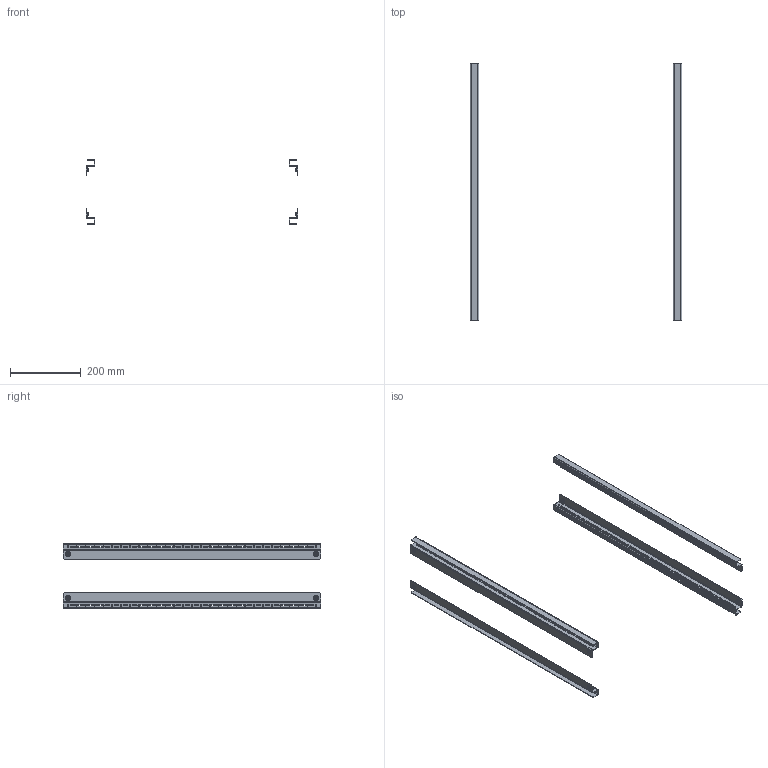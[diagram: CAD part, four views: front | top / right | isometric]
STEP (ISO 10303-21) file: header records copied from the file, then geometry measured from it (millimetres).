
FILE_DESCRIPTION (( 'STEP AP203' ), '1' );
FILE_NAME ('U0543800502 Êîìïëåêò ñòîåê äëÿ âíóòðåííåãî ìîíòàæà UC2_UC2M 80.00 (4øò) (000.801.048-04).STEP', '2022-04-29T05:42:16', ( '' ), ( '' ), 'SwSTEP 2.0', 'SolidWorks 2017', '' );
FILE_SCHEMA (( 'CONFIG_CONTROL_DESIGN' ));
Length unit declared in the file: millimetre
Products named in the file (3): 054-113 栺鍣罻_04 (80); U0543800502 Êîìïëåêò ñòîåê äëÿ âíóòðåííåãî ìîíòàæà UC2_UC2M 80.00 (4øò) (000.801.048-04); hex flange nut_din_Hexagon Flange Nut DIN 6923 - M6 - N
Assembly tree (12 placements, depth 2):
  U0543800502 Êîìïëåêò ñòîåê äëÿ âíóòðåííåãî ìîíòàæà UC2_UC2M 80.00 (4øò) (000.801.048-04)
    054-113 栺鍣罻_04 (80)  x4
    hex flange nut_din_Hexagon Flange Nut DIN 6923 - M6 - N  x8
Bounding box: 597.2 x 726 x 183 mm (x, y, z)
Volume: 345525 mm3; surface area: 485826.9 mm2
Topology: 12 solids, 12 shells, 1768 faces, 4976 edges, 3232 vertices
Faces by surface type: plane 1072, cylinder 536, cone 96, bspline 48, torus 16
Entity records: 14609 total; most frequent: CARTESIAN_POINT 2651, ORIENTED_EDGE 2348, DIRECTION 2254, EDGE_CURVE 1174, VECTOR 868, LINE 868, VERTEX_POINT 768, AXIS2_PLACEMENT_3D 693
